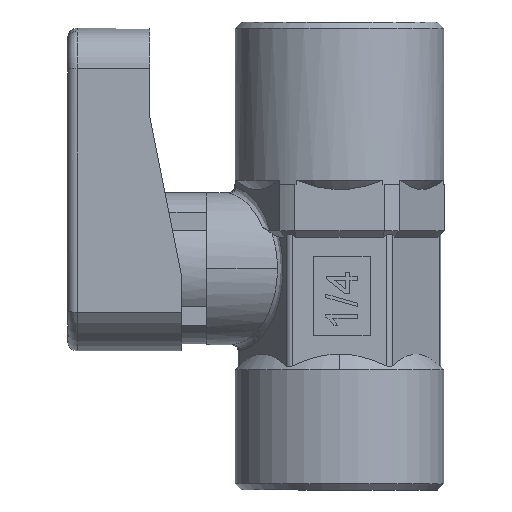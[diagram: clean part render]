
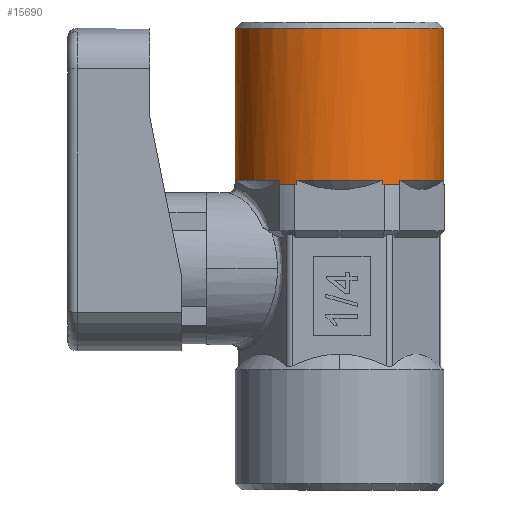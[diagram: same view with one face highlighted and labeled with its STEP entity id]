
A CAD part, left-side view. The second image highlights one B-rep face of the part: STEP entity #15690.
In plain terms, the highlighted cylindrical face has radius 8.25 mm (diameter 16.5 mm), a partial arc.
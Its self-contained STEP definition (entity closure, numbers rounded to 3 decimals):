
#21 = VERTEX_POINT ( 'NONE', #10077 ) ;
#51 = VERTEX_POINT ( 'NONE', #10021 ) ;
#52 = VERTEX_POINT ( 'NONE', #10014 ) ;
#53 = VERTEX_POINT ( 'NONE', #10013 ) ;
#55 = VERTEX_POINT ( 'NONE', #10010 ) ;
#56 = VERTEX_POINT ( 'NONE', #10022 ) ;
#58 = VERTEX_POINT ( 'NONE', #9985 ) ;
#59 = VERTEX_POINT ( 'NONE', #10002 ) ;
#60 = VERTEX_POINT ( 'NONE', #10001 ) ;
#62 = VERTEX_POINT ( 'NONE', #9991 ) ;
#63 = VERTEX_POINT ( 'NONE', #9967 ) ;
#68 = VERTEX_POINT ( 'NONE', #9969 ) ;
#158 = ORIENTED_EDGE ( 'NONE', *, *, #20051, .T. ) ;
#159 = ORIENTED_EDGE ( 'NONE', *, *, #20072, .T. ) ;
#160 = ORIENTED_EDGE ( 'NONE', *, *, #20055, .T. ) ;
#161 = ORIENTED_EDGE ( 'NONE', *, *, #4083, .T. ) ;
#162 = ORIENTED_EDGE ( 'NONE', *, *, #20045, .T. ) ;
#163 = ORIENTED_EDGE ( 'NONE', *, *, #20073, .T. ) ;
#164 = ORIENTED_EDGE ( 'NONE', *, *, #20049, .T. ) ;
#165 = ORIENTED_EDGE ( 'NONE', *, *, #4081, .T. ) ;
#166 = ORIENTED_EDGE ( 'NONE', *, *, #19953, .T. ) ;
#167 = ORIENTED_EDGE ( 'NONE', *, *, #4089, .T. ) ;
#2894 = DIRECTION ( 'NONE',  ( 0., 0., 1. ) ) ;
#4081 = EDGE_CURVE ( 'NONE', #55, #15367, #19700, .T. ) ;
#4083 = EDGE_CURVE ( 'NONE', #59, #51, #19688, .T. ) ;
#4085 = EDGE_CURVE ( 'NONE', #63, #56, #19703, .T. ) ;
#4087 = EDGE_CURVE ( 'NONE', #15363, #60, #19704, .T. ) ;
#4089 = EDGE_CURVE ( 'NONE', #15361, #15360, #19705, .T. ) ;
#4356 = AXIS2_PLACEMENT_3D ( 'NONE', #11060, #11061, #11062 ) ;
#4357 = AXIS2_PLACEMENT_3D ( 'NONE', #11063, #11064, #11065 ) ;
#4358 = AXIS2_PLACEMENT_3D ( 'NONE', #11066, #11067, #11068 ) ;
#4359 = AXIS2_PLACEMENT_3D ( 'NONE', #10767, #2894, #17215 ) ;
#4360 = AXIS2_PLACEMENT_3D ( 'NONE', #17216, #17217, #17218 ) ;
#5026 = CARTESIAN_POINT ( 'NONE',  ( -6.726, -4.777, 29.5 ) ) ;
#5038 = DIRECTION ( 'NONE',  ( 0., 0., 1. ) ) ;
#5045 = CARTESIAN_POINT ( 'NONE',  ( -0.774, -8.214, 29.5 ) ) ;
#5046 = DIRECTION ( 'NONE',  ( 0., 0., -1. ) ) ;
#5048 = CARTESIAN_POINT ( 'NONE',  ( -7.5, 3.437, 29.5 ) ) ;
#5060 = DIRECTION ( 'NONE',  ( 0., 0., 1. ) ) ;
#5067 = CARTESIAN_POINT ( 'NONE',  ( -7.5, -3.437, 29.5 ) ) ;
#5068 = DIRECTION ( 'NONE',  ( 0., 0., -1. ) ) ;
#5070 = CARTESIAN_POINT ( 'NONE',  ( -0.774, 8.214, 29.5 ) ) ;
#5082 = DIRECTION ( 'NONE',  ( 0., 0., 1. ) ) ;
#5095 = CARTESIAN_POINT ( 'NONE',  ( -6.726, 4.777, 29.5 ) ) ;
#5096 = DIRECTION ( 'NONE',  ( 0., 0., -1. ) ) ;
#5131 = CARTESIAN_POINT ( 'NONE',  ( 0., 0., 17. ) ) ;
#5132 = DIRECTION ( 'NONE',  ( 0., 0., 1. ) ) ;
#5133 = DIRECTION ( 'NONE',  ( 1., 0., 0. ) ) ;
#5135 = CARTESIAN_POINT ( 'NONE',  ( 0., 0., 17. ) ) ;
#5136 = DIRECTION ( 'NONE',  ( 0., 0., 1. ) ) ;
#5137 = DIRECTION ( 'NONE',  ( 1., 0., 0. ) ) ;
#5139 = CARTESIAN_POINT ( 'NONE',  ( 0., 0., 17. ) ) ;
#5140 = DIRECTION ( 'NONE',  ( 0., 0., 1. ) ) ;
#5141 = DIRECTION ( 'NONE',  ( 1., 0., 0. ) ) ;
#9967 = CARTESIAN_POINT ( 'NONE',  ( -6.726, 4.777, 16.646 ) ) ;
#9969 = CARTESIAN_POINT ( 'NONE',  ( -6.726, 4.777, 17. ) ) ;
#9985 = CARTESIAN_POINT ( 'NONE',  ( -7.5, 3.437, 17. ) ) ;
#9991 = CARTESIAN_POINT ( 'NONE',  ( -0.774, 8.214, 17. ) ) ;
#10001 = CARTESIAN_POINT ( 'NONE',  ( -0.774, 8.214, 16.646 ) ) ;
#10002 = CARTESIAN_POINT ( 'NONE',  ( -7.5, -3.437, 16.646 ) ) ;
#10010 = CARTESIAN_POINT ( 'NONE',  ( -0.774, -8.214, 16.646 ) ) ;
#10013 = CARTESIAN_POINT ( 'NONE',  ( -6.726, -4.777, 17. ) ) ;
#10014 = CARTESIAN_POINT ( 'NONE',  ( -7.5, -3.437, 17. ) ) ;
#10021 = CARTESIAN_POINT ( 'NONE',  ( -6.726, -4.777, 16.646 ) ) ;
#10022 = CARTESIAN_POINT ( 'NONE',  ( -7.5, 3.437, 16.646 ) ) ;
#10077 = CARTESIAN_POINT ( 'NONE',  ( -0.774, -8.214, 17. ) ) ;
#10767 = CARTESIAN_POINT ( 'NONE',  ( 0., 0., 16.646 ) ) ;
#11060 = CARTESIAN_POINT ( 'NONE',  ( 0., 0., 16.646 ) ) ;
#11061 = DIRECTION ( 'NONE',  ( 0., 0., 1. ) ) ;
#11062 = DIRECTION ( 'NONE',  ( 0., -1., 0. ) ) ;
#11063 = CARTESIAN_POINT ( 'NONE',  ( 0., 0., 16.646 ) ) ;
#11064 = DIRECTION ( 'NONE',  ( 0., 0., 1. ) ) ;
#11065 = DIRECTION ( 'NONE',  ( 0., -1., 0. ) ) ;
#11066 = CARTESIAN_POINT ( 'NONE',  ( 0., 0., 16.646 ) ) ;
#11067 = DIRECTION ( 'NONE',  ( 0., 0., 1. ) ) ;
#11068 = DIRECTION ( 'NONE',  ( 0., -1., 0. ) ) ;
#11096 = ORIENTED_EDGE ( 'NONE', *, *, #19952, .F. ) ;
#11097 = ORIENTED_EDGE ( 'NONE', *, *, #4087, .T. ) ;
#11098 = ORIENTED_EDGE ( 'NONE', *, *, #20057, .T. ) ;
#11099 = ORIENTED_EDGE ( 'NONE', *, *, #20071, .T. ) ;
#11100 = ORIENTED_EDGE ( 'NONE', *, *, #20063, .T. ) ;
#11101 = ORIENTED_EDGE ( 'NONE', *, *, #4085, .T. ) ;
#11850 = CARTESIAN_POINT ( 'NONE',  ( 0., 8.25, 29. ) ) ;
#11851 = CARTESIAN_POINT ( 'NONE',  ( 0., -8.25, 29. ) ) ;
#11853 = CARTESIAN_POINT ( 'NONE',  ( 0., 8.25, 16.646 ) ) ;
#11857 = CARTESIAN_POINT ( 'NONE',  ( 0., -8.25, 16.646 ) ) ;
#12765 = FACE_OUTER_BOUND ( 'NONE', #19207, .T. ) ;
#12768 = CYLINDRICAL_SURFACE ( 'NONE', #17075, 8.25 ) ;
#13126 = DIRECTION ( 'NONE',  ( 0., 0., 1. ) ) ;
#13127 = DIRECTION ( 'NONE',  ( 0., -1., 0. ) ) ;
#13130 = CARTESIAN_POINT ( 'NONE',  ( 0., 0., 29.5 ) ) ;
#14300 = LINE ( 'NONE', #18902, #14302 ) ;
#14301 = LINE ( 'NONE', #18912, #14304 ) ;
#14302 = VECTOR ( 'NONE', #18903, 1000. ) ;
#14304 = VECTOR ( 'NONE', #18913, 1000. ) ;
#14394 = LINE ( 'NONE', #5026, #14401 ) ;
#14400 = LINE ( 'NONE', #5048, #14411 ) ;
#14401 = VECTOR ( 'NONE', #5038, 1000. ) ;
#14406 = LINE ( 'NONE', #5045, #14409 ) ;
#14409 = VECTOR ( 'NONE', #5046, 1000. ) ;
#14410 = LINE ( 'NONE', #5070, #14421 ) ;
#14411 = VECTOR ( 'NONE', #5060, 1000. ) ;
#14416 = LINE ( 'NONE', #5067, #14419 ) ;
#14419 = VECTOR ( 'NONE', #5068, 1000. ) ;
#14421 = VECTOR ( 'NONE', #5082, 1000. ) ;
#14428 = LINE ( 'NONE', #5095, #14431 ) ;
#14431 = VECTOR ( 'NONE', #5096, 1000. ) ;
#14432 = CIRCLE ( 'NONE', #17702, 8.25 ) ;
#14438 = CIRCLE ( 'NONE', #17703, 8.25 ) ;
#14441 = CIRCLE ( 'NONE', #17704, 8.25 ) ;
#15360 = VERTEX_POINT ( 'NONE', #11850 ) ;
#15361 = VERTEX_POINT ( 'NONE', #11851 ) ;
#15363 = VERTEX_POINT ( 'NONE', #11853 ) ;
#15367 = VERTEX_POINT ( 'NONE', #11857 ) ;
#15690 = ADVANCED_FACE ( 'NONE', ( #12765 ), #12768, .T. ) ;
#17075 = AXIS2_PLACEMENT_3D ( 'NONE', #13130, #13126, #13127 ) ;
#17215 = DIRECTION ( 'NONE',  ( 0., -1., 0. ) ) ;
#17216 = CARTESIAN_POINT ( 'NONE',  ( 0., 0., 29. ) ) ;
#17217 = DIRECTION ( 'NONE',  ( 0., 0., -1. ) ) ;
#17218 = DIRECTION ( 'NONE',  ( 0., 1., 0. ) ) ;
#17702 = AXIS2_PLACEMENT_3D ( 'NONE', #5131, #5132, #5133 ) ;
#17703 = AXIS2_PLACEMENT_3D ( 'NONE', #5135, #5136, #5137 ) ;
#17704 = AXIS2_PLACEMENT_3D ( 'NONE', #5139, #5140, #5141 ) ;
#18902 = CARTESIAN_POINT ( 'NONE',  ( 0., 8.25, 29.5 ) ) ;
#18903 = DIRECTION ( 'NONE',  ( 0., 0., 1. ) ) ;
#18912 = CARTESIAN_POINT ( 'NONE',  ( 0., -8.25, 29.5 ) ) ;
#18913 = DIRECTION ( 'NONE',  ( 0., 0., 1. ) ) ;
#19207 = EDGE_LOOP ( 'NONE', ( #11096, #11097, #11098, #11099, #11100, #11101, #158, #159, #160, #161, #162, #163, #164, #165, #166, #167 ) ) ;
#19688 = CIRCLE ( 'NONE', #4357, 8.25 ) ;
#19700 = CIRCLE ( 'NONE', #4356, 8.25 ) ;
#19703 = CIRCLE ( 'NONE', #4358, 8.25 ) ;
#19704 = CIRCLE ( 'NONE', #4359, 8.25 ) ;
#19705 = CIRCLE ( 'NONE', #4360, 8.25 ) ;
#19952 = EDGE_CURVE ( 'NONE', #15363, #15360, #14300, .T. ) ;
#19953 = EDGE_CURVE ( 'NONE', #15367, #15361, #14301, .T. ) ;
#20045 = EDGE_CURVE ( 'NONE', #51, #53, #14394, .T. ) ;
#20049 = EDGE_CURVE ( 'NONE', #21, #55, #14406, .T. ) ;
#20051 = EDGE_CURVE ( 'NONE', #56, #58, #14400, .T. ) ;
#20055 = EDGE_CURVE ( 'NONE', #52, #59, #14416, .T. ) ;
#20057 = EDGE_CURVE ( 'NONE', #60, #62, #14410, .T. ) ;
#20063 = EDGE_CURVE ( 'NONE', #68, #63, #14428, .T. ) ;
#20071 = EDGE_CURVE ( 'NONE', #62, #68, #14432, .T. ) ;
#20072 = EDGE_CURVE ( 'NONE', #58, #52, #14438, .T. ) ;
#20073 = EDGE_CURVE ( 'NONE', #53, #21, #14441, .T. ) ;
